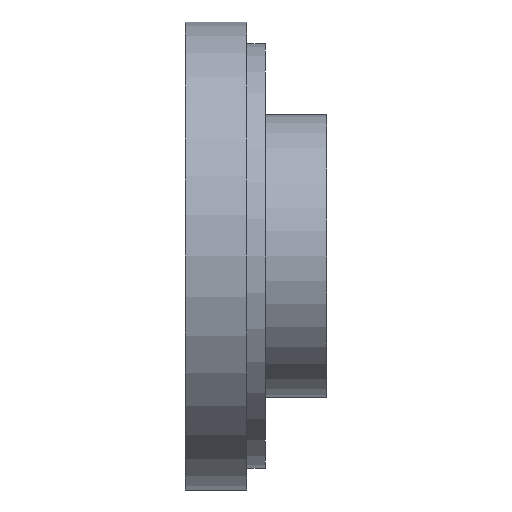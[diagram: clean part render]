
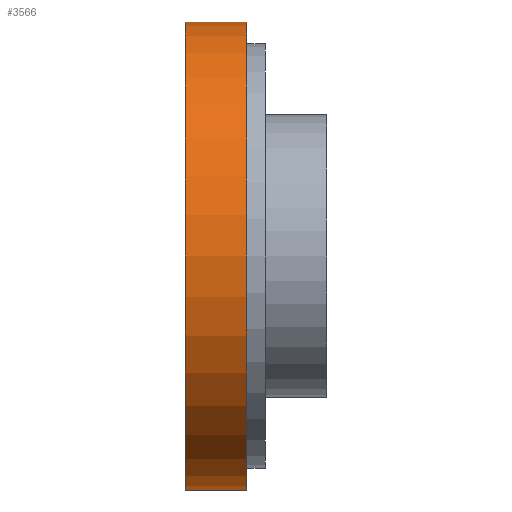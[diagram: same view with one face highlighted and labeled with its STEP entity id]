
A CAD part, left-side view. The second image highlights one B-rep face of the part: STEP entity #3566.
In plain terms, the highlighted cylindrical face has radius 3.8 mm (diameter 7.6 mm), a partial arc.
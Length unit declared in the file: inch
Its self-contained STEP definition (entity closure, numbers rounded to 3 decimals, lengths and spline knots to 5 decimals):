
#25 = CARTESIAN_POINT ( 'NONE',  ( -0.2878, 0., 0. ) ) ;
#140 = EDGE_CURVE ( 'NONE', #3298, #4497, #6075, .T. ) ;
#156 = LINE ( 'NONE', #660, #2035 ) ;
#178 = EDGE_CURVE ( 'NONE', #4497, #1338, #2468, .T. ) ;
#345 = DIRECTION ( 'NONE',  ( 0., 0., 1. ) ) ;
#660 = CARTESIAN_POINT ( 'NONE',  ( -0.2878, -0.03937, 0.14961 ) ) ;
#728 = CARTESIAN_POINT ( 'NONE',  ( -0.2878, -0.03937, 0.14961 ) ) ;
#733 = DIRECTION ( 'NONE',  ( 0., 1., 0. ) ) ;
#781 = VERTEX_POINT ( 'NONE', #728 ) ;
#870 = CARTESIAN_POINT ( 'NONE',  ( -0.2878, -0.03937, 0. ) ) ;
#873 = CARTESIAN_POINT ( 'NONE',  ( -0.2878, 0., 0.14961 ) ) ;
#899 = FACE_OUTER_BOUND ( 'NONE', #2422, .T. ) ;
#1338 = VERTEX_POINT ( 'NONE', #873 ) ;
#1430 = DIRECTION ( 'NONE',  ( 0., 1., 0. ) ) ;
#1558 = AXIS2_PLACEMENT_3D ( 'NONE', #870, #2222, #345 ) ;
#2020 = CARTESIAN_POINT ( 'NONE',  ( -0.2878, -0.03937, 0. ) ) ;
#2035 = VECTOR ( 'NONE', #2184, 39.37008 ) ;
#2150 = CARTESIAN_POINT ( 'NONE',  ( -0.2878, -0.03937, -0.14961 ) ) ;
#2184 = DIRECTION ( 'NONE',  ( 0., 1., 0. ) ) ;
#2222 = DIRECTION ( 'NONE',  ( 0., 1., 0. ) ) ;
#2331 = AXIS2_PLACEMENT_3D ( 'NONE', #2020, #733, #3957 ) ;
#2422 = EDGE_LOOP ( 'NONE', ( #2751, #5617, #4156, #4049 ) ) ;
#2468 = CIRCLE ( 'NONE', #4405, 0.14961 ) ;
#2751 = ORIENTED_EDGE ( 'NONE', *, *, #178, .F. ) ;
#2893 = DIRECTION ( 'NONE',  ( 0., 0., 1. ) ) ;
#3150 = CARTESIAN_POINT ( 'NONE',  ( -0.2878, -0.03937, -0.14961 ) ) ;
#3255 = CARTESIAN_POINT ( 'NONE',  ( -0.2878, 0., -0.14961 ) ) ;
#3298 = VERTEX_POINT ( 'NONE', #2150 ) ;
#3566 = ADVANCED_FACE ( 'NONE', ( #899 ), #4643, .T. ) ;
#3957 = DIRECTION ( 'NONE',  ( 0., 0., 1. ) ) ;
#4049 = ORIENTED_EDGE ( 'NONE', *, *, #5517, .T. ) ;
#4156 = ORIENTED_EDGE ( 'NONE', *, *, #5269, .T. ) ;
#4405 = AXIS2_PLACEMENT_3D ( 'NONE', #25, #1430, #2893 ) ;
#4468 = CIRCLE ( 'NONE', #2331, 0.14961 ) ;
#4497 = VERTEX_POINT ( 'NONE', #3255 ) ;
#4643 = CYLINDRICAL_SURFACE ( 'NONE', #1558, 0.14961 ) ;
#4977 = VECTOR ( 'NONE', #5108, 39.37008 ) ;
#5108 = DIRECTION ( 'NONE',  ( 0., 1., 0. ) ) ;
#5269 = EDGE_CURVE ( 'NONE', #3298, #781, #4468, .T. ) ;
#5517 = EDGE_CURVE ( 'NONE', #781, #1338, #156, .T. ) ;
#5617 = ORIENTED_EDGE ( 'NONE', *, *, #140, .F. ) ;
#6075 = LINE ( 'NONE', #3150, #4977 ) ;
